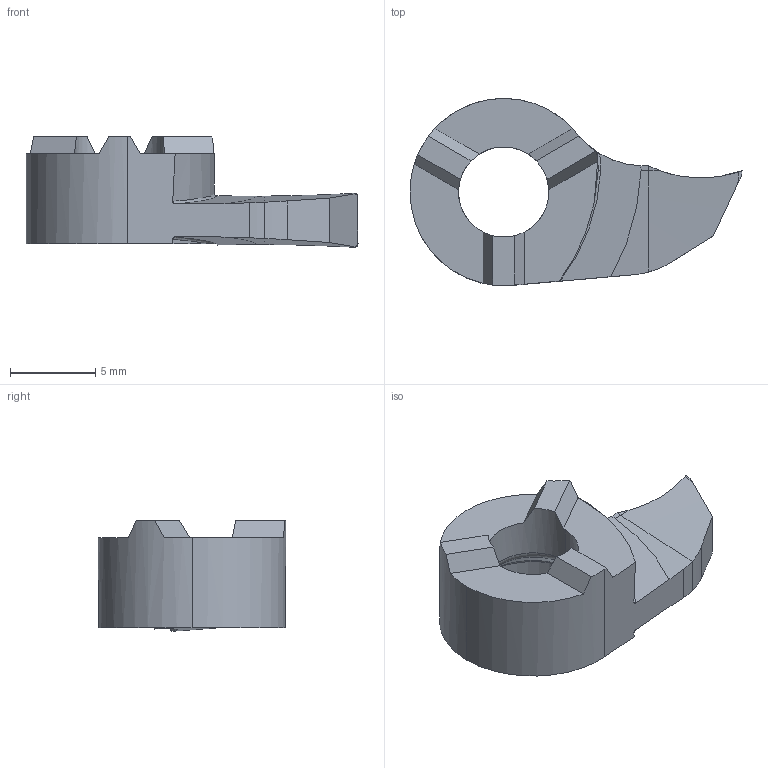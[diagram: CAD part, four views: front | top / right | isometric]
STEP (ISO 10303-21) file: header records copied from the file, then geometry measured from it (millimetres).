
FILE_DESCRIPTION(/* description */ (''),/* implementation_level */ '2;1');
FILE_NAME(/* name */ '1589365175526.stp',/* time_stamp */ '2020-05-13T15:49:50+05:00',/* author */ (''),/* organization */ ('SMS'),/* preprocessor_version */ 'ST-DEVELOPER v16.7',/* originating_system */ 'SIEMENS PLM Software NX 12.0',/* authorisation */ '');
FILE_SCHEMA (('AUTOMOTIVE_DESIGN { 1 0 10303 214 3 1 1 1 }'));
Length unit declared in the file: millimetre
Products named in the file (1): 202728922mod000_00
Bounding box: 19.5 x 11 x 6.5 mm (x, y, z)
Volume: 478 mm3; surface area: 608.9 mm2
Topology: 2 solids, 2 shells, 57 faces, 153 edges, 102 vertices
Faces by surface type: plane 23, bspline 17, cylinder 11, torus 4, cone 2
Entity records: 2244 total; most frequent: CARTESIAN_POINT 907, ORIENTED_EDGE 304, DIRECTION 226, EDGE_CURVE 152, VERTEX_POINT 98, AXIS2_PLACEMENT_3D 89, EDGE_LOOP 58, ADVANCED_FACE 57
